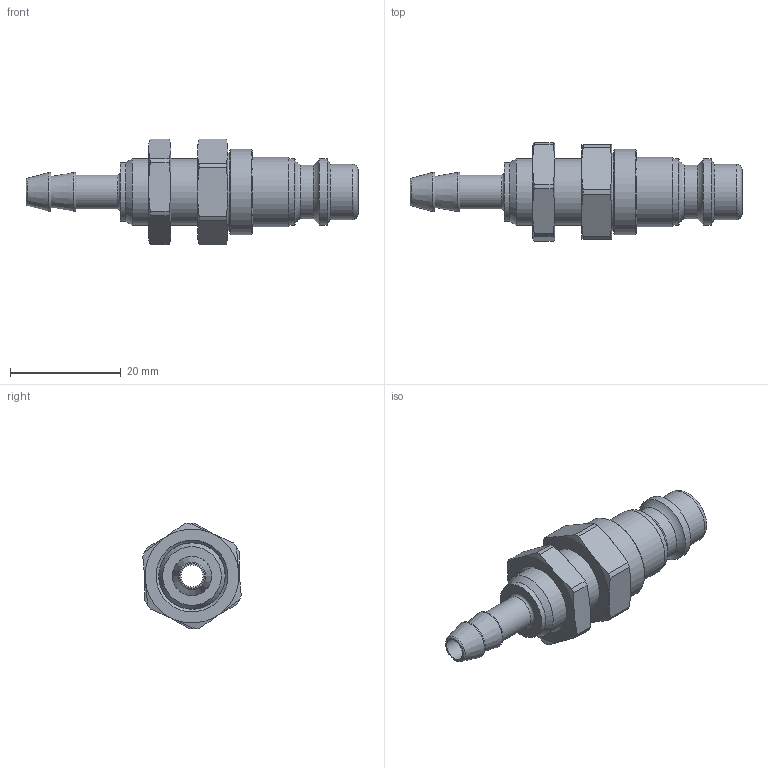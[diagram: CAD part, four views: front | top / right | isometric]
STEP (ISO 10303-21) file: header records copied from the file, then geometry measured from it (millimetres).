
FILE_DESCRIPTION((''),'2;1');
FILE_NAME('26SFTS06MXX0.stp','2015-01-13T10:11:42',('SSC01480'),(''),'Autodesk Inventor 2013','Autodesk Inventor 2013','');
FILE_SCHEMA(('AUTOMOTIVE_DESIGN { 1 0 10303 214 1 1 1 1 }'));
Length unit declared in the file: millimetre
Products named in the file (4): D113126; D113127; D113125; D104664
Assembly tree (3 placements, depth 2):
  D113126
    D113127
    D113125
    D104664
Bounding box: 60 x 17.82 x 19.15 mm (x, y, z)
Volume: 4508.7 mm3; surface area: 4777.4 mm2
Topology: 3 solids, 3 shells, 94 faces, 197 edges, 116 vertices
Faces by surface type: cone 35, cylinder 27, plane 25, torus 7
Full cylindrical faces by diameter (mm): 4 x1, 6.1 x1, 7.85 x1, 9.75 x1, 10 x1, 10.6 x1, 12 x4, 12.5 x1, 13.85 x1, 14 x1, 14.05 x1, 15.5 x1
Entity records: 2410 total; most frequent: CARTESIAN_POINT 477, DIRECTION 410, ORIENTED_EDGE 328, AXIS2_PLACEMENT_3D 193, EDGE_CURVE 164, EDGE_LOOP 140, VERTEX_POINT 116, FACE_OUTER_BOUND 94
